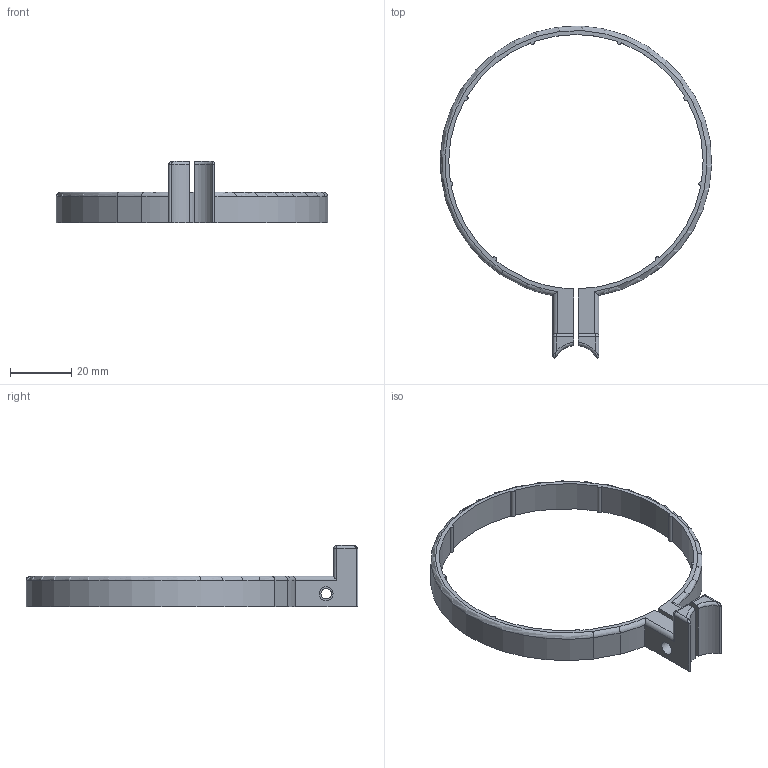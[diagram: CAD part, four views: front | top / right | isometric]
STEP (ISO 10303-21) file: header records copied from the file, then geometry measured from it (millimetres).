
FILE_DESCRIPTION(/* description */ (''),/* implementation_level */ '2;1');
FILE_NAME(/* name */ 'lenstab v15.step',/* time_stamp */ '2024-01-19T12:42:30Z',/* author */ (''),/* organization */ (''),/* preprocessor_version */ 'ST-DEVELOPER v20',/* originating_system */ 'Autodesk Translation Framework v12.14.0.127',/* authorisation */ '');
FILE_SCHEMA (('AUTOMOTIVE_DESIGN { 1 0 10303 214 3 1 1 }'));
Length unit declared in the file: millimetre
Products named in the file (1): lenstab
Bounding box: 88.54 x 108.31 x 20 mm (x, y, z)
Volume: 10285.7 mm3; surface area: 8686.1 mm2
Topology: 1 solids, 1 shells, 57 faces, 148 edges, 92 vertices
Faces by surface type: cylinder 35, plane 13, torus 4, bspline 3, sphere 2
Full cylindrical faces by diameter (mm): 3.4 x1, 4.5 x1, 6 x1
Entity records: 2109 total; most frequent: CARTESIAN_POINT 657, DIRECTION 312, ORIENTED_EDGE 292, EDGE_CURVE 146, AXIS2_PLACEMENT_3D 123, VERTEX_POINT 92, CIRCLE 68, LINE 66
